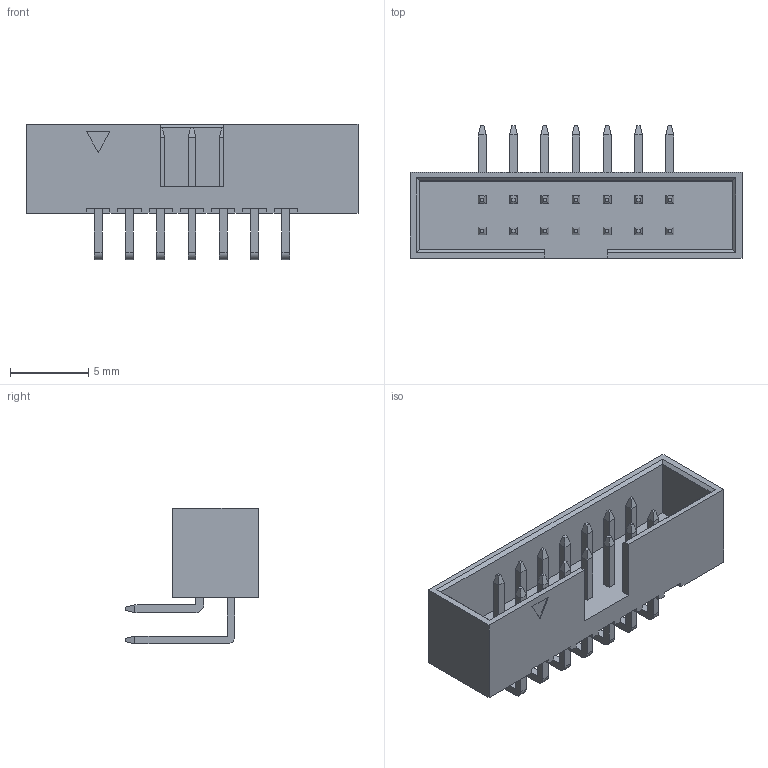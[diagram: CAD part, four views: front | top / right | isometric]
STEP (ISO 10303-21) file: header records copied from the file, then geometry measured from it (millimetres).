
FILE_DESCRIPTION(/* description */ ('Unknown'),/* implementation_level */ '2;1');
FILE_NAME(/* name */ '62501421721',/* time_stamp */ '2018-10-31T13:32:10+01:00',/* author */ ('Unknown'),/* organization */ ('Unknown'),/* preprocessor_version */ 'ST-DEVELOPER v16.7',/* originating_system */ 'DEX',/* authorisation */ $);
FILE_SCHEMA (('AP203_CONFIGURATION_CONTROLLED_3D_DESIGN_OF_MECHANICAL_PARTS_AND_ASSEMBLIES_MIM_LF { 1 0 10303 203 3 1 4 }','AUTOMOTIVE_DESIGN {1 0 10303 214 3 1 1}'));
Length unit declared in the file: millimetre
Products named in the file (4): 6250xx21721; 62501421621; 6250xx21721_PIN; 6250xx21721_PIN_LONG
Assembly tree (15 placements, depth 2):
  6250xx21721
    62501421621
    6250xx21721_PIN  x7
    6250xx21721_PIN_LONG  x7
Bounding box: 21.25 x 8.5 x 8.7 mm (x, y, z)
Volume: 325.7 mm3; surface area: 1105.7 mm2
Topology: 15 solids, 15 shells, 401 faces, 994 edges, 624 vertices
Faces by surface type: plane 387, cylinder 14
Entity records: 6422 total; most frequent: CARTESIAN_POINT 1123, ORIENTED_EDGE 1100, DIRECTION 980, EDGE_CURVE 550, LINE 546, VECTOR 546, VERTEX_POINT 360, EDGE_LOOP 226
